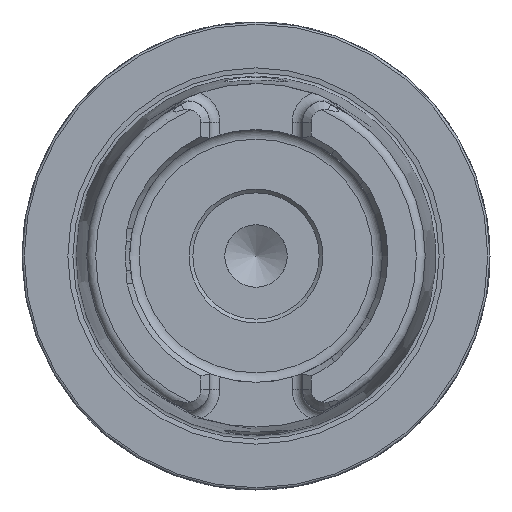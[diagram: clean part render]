
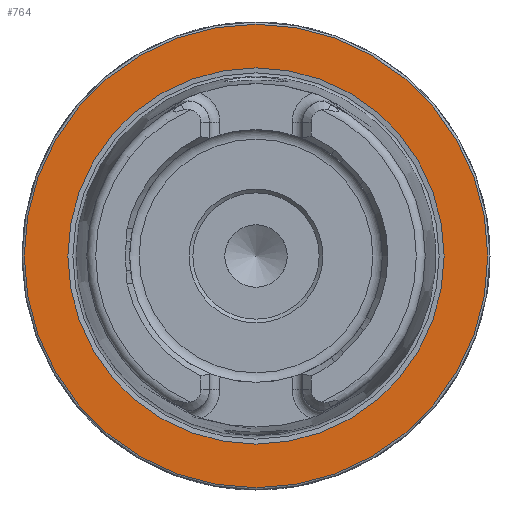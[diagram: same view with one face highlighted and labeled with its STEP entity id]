
A CAD part, left-side view. The second image highlights one B-rep face of the part: STEP entity #764.
In plain terms, the highlighted planar face has unit normal (-1, 0, 0).
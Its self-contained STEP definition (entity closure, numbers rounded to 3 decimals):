
#655 = VERTEX_POINT ( 'NONE', #12181 ) ;
#694 = EDGE_LOOP ( 'NONE', ( #4922 ) ) ;
#764 = ADVANCED_FACE ( 'NONE', ( #5336, #3271 ), #4958, .F. ) ;
#1848 = EDGE_LOOP ( 'NONE', ( #2930 ) ) ;
#2134 = AXIS2_PLACEMENT_3D ( 'NONE', #9356, #10345, #8305 ) ;
#2234 = EDGE_CURVE ( 'NONE', #655, #655, #7871, .T. ) ;
#2249 = VERTEX_POINT ( 'NONE', #5364 ) ;
#2930 = ORIENTED_EDGE ( 'NONE', *, *, #10971, .F. ) ;
#3009 = DIRECTION ( 'NONE',  ( 0., 0., 1. ) ) ;
#3271 = FACE_OUTER_BOUND ( 'NONE', #694, .T. ) ;
#3594 = AXIS2_PLACEMENT_3D ( 'NONE', #7563, #4628, #10548 ) ;
#4628 = DIRECTION ( 'NONE',  ( -1., 0., 0. ) ) ;
#4922 = ORIENTED_EDGE ( 'NONE', *, *, #2234, .T. ) ;
#4958 = PLANE ( 'NONE',  #2134 ) ;
#5336 = FACE_BOUND ( 'NONE', #1848, .T. ) ;
#5364 = CARTESIAN_POINT ( 'NONE',  ( 0., 0., 25.324 ) ) ;
#6135 = DIRECTION ( 'NONE',  ( -1., 0., 0. ) ) ;
#6178 = CARTESIAN_POINT ( 'NONE',  ( 0., 0., 0. ) ) ;
#7563 = CARTESIAN_POINT ( 'NONE',  ( 0., 0., 0. ) ) ;
#7871 = CIRCLE ( 'NONE', #3594, 31.2 ) ;
#8305 = DIRECTION ( 'NONE',  ( 0., 0., -1. ) ) ;
#9356 = CARTESIAN_POINT ( 'NONE',  ( 0., 31.2, 0. ) ) ;
#10030 = AXIS2_PLACEMENT_3D ( 'NONE', #6178, #6135, #3009 ) ;
#10287 = CIRCLE ( 'NONE', #10030, 25.324 ) ;
#10345 = DIRECTION ( 'NONE',  ( 1., 0., 0. ) ) ;
#10548 = DIRECTION ( 'NONE',  ( 0., 0., 1. ) ) ;
#10971 = EDGE_CURVE ( 'NONE', #2249, #2249, #10287, .T. ) ;
#12181 = CARTESIAN_POINT ( 'NONE',  ( 0., 0., 31.2 ) ) ;
